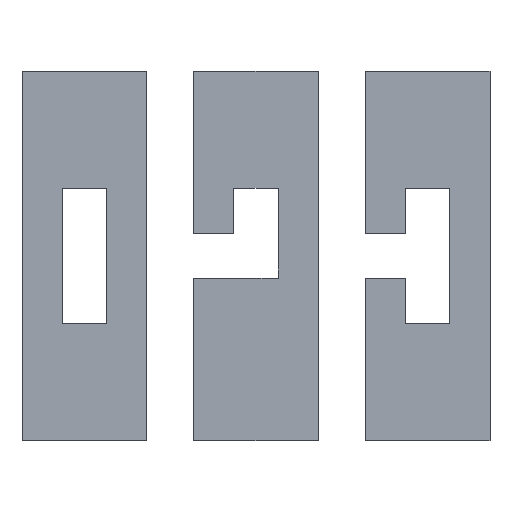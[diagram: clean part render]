
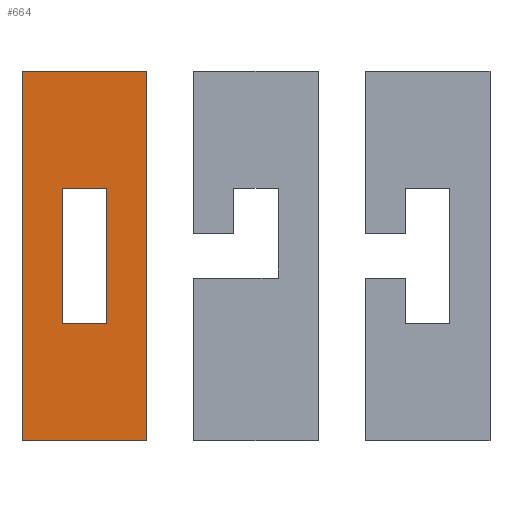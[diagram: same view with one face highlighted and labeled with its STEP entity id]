
A CAD part, top view. The second image highlights one B-rep face of the part: STEP entity #664.
In plain terms, the highlighted planar face has unit normal (0, 0, 1).
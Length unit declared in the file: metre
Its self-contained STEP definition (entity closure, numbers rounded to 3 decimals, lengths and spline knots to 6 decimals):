
#148=ORIENTED_EDGE('',*,*,#262,.F.);
#149=ORIENTED_EDGE('',*,*,#263,.T.);
#150=ORIENTED_EDGE('',*,*,#264,.T.);
#151=ORIENTED_EDGE('',*,*,#265,.F.);
#152=ORIENTED_EDGE('',*,*,#266,.F.);
#153=ORIENTED_EDGE('',*,*,#267,.T.);
#154=ORIENTED_EDGE('',*,*,#268,.T.);
#155=ORIENTED_EDGE('',*,*,#269,.F.);
#262=EDGE_CURVE('',#330,#331,#412,.T.);
#263=EDGE_CURVE('',#330,#332,#413,.T.);
#264=EDGE_CURVE('',#332,#333,#414,.T.);
#265=EDGE_CURVE('',#331,#333,#415,.T.);
#266=EDGE_CURVE('',#334,#335,#416,.T.);
#267=EDGE_CURVE('',#334,#336,#417,.T.);
#268=EDGE_CURVE('',#336,#337,#418,.T.);
#269=EDGE_CURVE('',#335,#337,#419,.T.);
#330=VERTEX_POINT('',#1056);
#331=VERTEX_POINT('',#1057);
#332=VERTEX_POINT('',#1059);
#333=VERTEX_POINT('',#1061);
#334=VERTEX_POINT('',#1064);
#335=VERTEX_POINT('',#1065);
#336=VERTEX_POINT('',#1067);
#337=VERTEX_POINT('',#1069);
#412=LINE('',#1055,#502);
#413=LINE('',#1058,#503);
#414=LINE('',#1060,#504);
#415=LINE('',#1062,#505);
#416=LINE('',#1063,#506);
#417=LINE('',#1066,#507);
#418=LINE('',#1068,#508);
#419=LINE('',#1070,#509);
#502=VECTOR('',#873,1.);
#503=VECTOR('',#874,1.);
#504=VECTOR('',#875,1.);
#505=VECTOR('',#876,1.);
#506=VECTOR('',#877,1.);
#507=VECTOR('',#878,1.);
#508=VECTOR('',#879,1.);
#509=VECTOR('',#880,1.);
#552=EDGE_LOOP('',(#148,#149,#150,#151));
#553=EDGE_LOOP('',(#152,#153,#154,#155));
#590=FACE_BOUND('',#552,.T.);
#591=FACE_BOUND('',#553,.T.);
#628=PLANE('',#737);
#664=ADVANCED_FACE('',(#590,#591),#628,.T.);
#737=AXIS2_PLACEMENT_3D('',#1054,#871,#872);
#871=DIRECTION('',(0.,0.,1.));
#872=DIRECTION('',(1.,0.,0.));
#873=DIRECTION('',(0.,-1.,0.));
#874=DIRECTION('',(-1.,0.,0.));
#875=DIRECTION('',(0.,-1.,0.));
#876=DIRECTION('',(-1.,0.,0.));
#877=DIRECTION('',(-1.,0.,0.));
#878=DIRECTION('',(0.,-1.,0.));
#879=DIRECTION('',(-1.,0.,0.));
#880=DIRECTION('',(0.,-1.,0.));
#1054=CARTESIAN_POINT('',(0.03302,0.,0.006));
#1055=CARTESIAN_POINT('',(0.012,0.,0.006));
#1056=CARTESIAN_POINT('',(0.012,0.03556,0.006));
#1057=CARTESIAN_POINT('',(0.012,-0.03556,0.006));
#1058=CARTESIAN_POINT('',(0.,0.03556,0.006));
#1059=CARTESIAN_POINT('',(-0.012,0.03556,0.006));
#1060=CARTESIAN_POINT('',(-0.012,0.,0.006));
#1061=CARTESIAN_POINT('',(-0.012,-0.03556,0.006));
#1062=CARTESIAN_POINT('',(0.,-0.03556,0.006));
#1063=CARTESIAN_POINT('',(0.,0.013,0.006));
#1064=CARTESIAN_POINT('',(0.00425,0.013,0.006));
#1065=CARTESIAN_POINT('',(-0.00425,0.013,0.006));
#1066=CARTESIAN_POINT('',(0.00425,0.,0.006));
#1067=CARTESIAN_POINT('',(0.00425,-0.013,0.006));
#1068=CARTESIAN_POINT('',(0.,-0.013,0.006));
#1069=CARTESIAN_POINT('',(-0.00425,-0.013,0.006));
#1070=CARTESIAN_POINT('',(-0.00425,0.,0.006));
